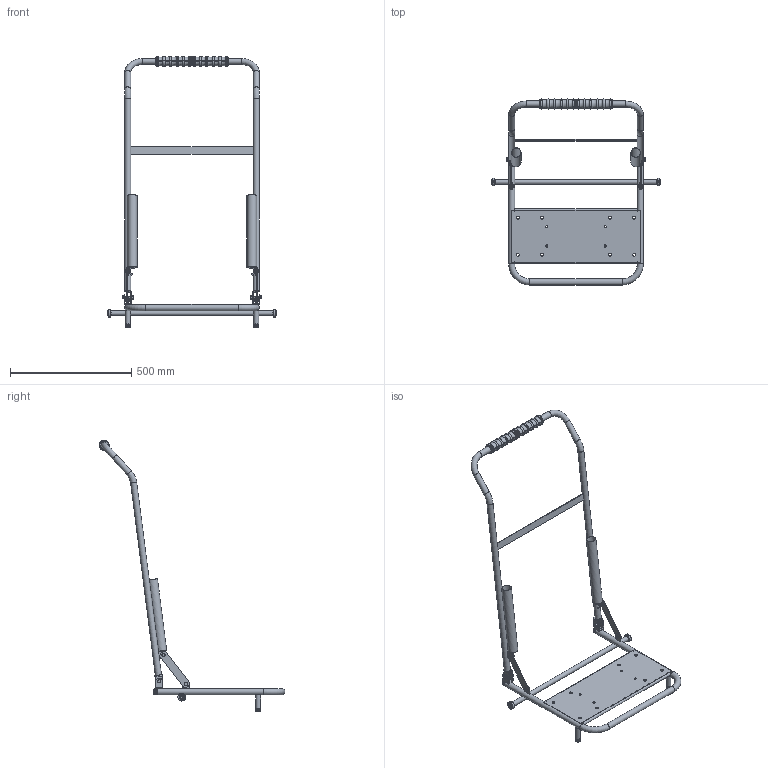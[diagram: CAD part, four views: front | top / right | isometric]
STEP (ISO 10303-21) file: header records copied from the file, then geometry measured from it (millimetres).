
FILE_DESCRIPTION(/* description */ ('Unknown'),/* implementation_level */ '2;1');
FILE_NAME(/* name */ '712000070',/* time_stamp */ '2020-04-29T08:49:17+02:00',/* author */ ('Unknown'),/* organization */ ('Unknown'),/* preprocessor_version */ 'ST-DEVELOPER v16.7',/* originating_system */ 'DEX',/* authorisation */ $);
FILE_SCHEMA (('AUTOMOTIVE_DESIGN {1 0 10303 214 3 1 1}'));
Length unit declared in the file: millimetre
Products named in the file (34): 712000070_Schlauchtrommelwagen___-_00350666; 712000062_Boden_f.Schlauchtwag___-_00350563; 712000061_Boden_f.Schlauchtwag___-_00350559; 712000060_Boden_f.Schlauchtwag___-_00350534; 710400084_U-Bügel_Schlauchtrom___-_00350472; 710400085_Querrohr_f._Boden_Sc___-_00350476; 710400085_Blechboden_Schlauchw___-_00350495; 710700029_Fu達f黵_Schlauchwage___-_00350510; 710700028_Radachse_Schlauchwag___-_00350491; 710400045_Lenkerhalter_Kränzle___-_00331167; 710101489_Halter_30x3x32mm_VA___-_00331198; 710101055_Lamellenstopfen_20mm___-_00329055; 710101065_Lamellenstopfen_25mm___-_00329053; 710101335_Stellring_VA_32x10x2___-_00327053; 710100397_Rad_grau_160_mm_f黵___-_00347122; -_00347123; 710101498_Gewindestift_M8x8_mi___-_00320232; 29475_710400086_Halter_30x3x178mm_1_1_-_00350570; 712000067_Lenker_f.Schlauchtwa___-_00350662; 712000066_Lenker_f.Schlauchtwa___-_00350660; 712000065_Lenker_f.Schlauchtwa___-_00350657; 710700031_Lenker_Schlauchtromm___-_00350650; 710101326_Halter_30x3x95mm_VA___-_00331185; 710400087_Versteifungsrippe_30___-_00350652; 710700030_Lanzenhalter_Schlauc___-_00350613; 710101329_Halter_30x3x40mm_VA___-_00332359; 710101023_Handgriff_Kunststoff___-_00329081; 710101023_Handgriff_Kunststoff___-_00329079; 710101171_Zylinderschraube_M3x___-_00320083; 710101172_Sechskantmutter_M3_D___-_00320245; 710101046_Sechskantschraube_M8___-_00319201; 710101403_Sechskantschr._M8x40___-_00319140; 710101053_Mutter_selbstsichern___-_00286796; 27448_710101401_Flügelmutter_M8_Edel___-_00347922
Assembly tree (82 placements, depth 5):
  712000070_Schlauchtrommelwagen___-_00350666
    712000062_Boden_f.Schlauchtwag___-_00350563
      712000061_Boden_f.Schlauchtwag___-_00350559
        712000060_Boden_f.Schlauchtwag___-_00350534
          710400084_U-Bügel_Schlauchtrom___-_00350472
          710400085_Querrohr_f._Boden_Sc___-_00350476  x2
          710400085_Blechboden_Schlauchw___-_00350495
          710700029_Fu達f黵_Schlauchwage___-_00350510  x2
          710700028_Radachse_Schlauchwag___-_00350491
          710400045_Lenkerhalter_Kränzle___-_00331167  x2
          710101489_Halter_30x3x32mm_VA___-_00331198  x2
      710101055_Lamellenstopfen_20mm___-_00329055  x4
      710101065_Lamellenstopfen_25mm___-_00329053  x2
      710101335_Stellring_VA_32x10x2___-_00327053  x2
      710100397_Rad_grau_160_mm_f黵___-_00347122  x2
        -_00347123
      710101498_Gewindestift_M8x8_mi___-_00320232  x2
    29475_710400086_Halter_30x3x178mm_1_1_-_00350570  x2
    712000067_Lenker_f.Schlauchtwa___-_00350662
      712000066_Lenker_f.Schlauchtwa___-_00350660
        712000065_Lenker_f.Schlauchtwa___-_00350657
          710700031_Lenker_Schlauchtromm___-_00350650
          710101326_Halter_30x3x95mm_VA___-_00331185  x2
          710400087_Versteifungsrippe_30___-_00350652
          710700030_Lanzenhalter_Schlauc___-_00350613  x2
          710101329_Halter_30x3x40mm_VA___-_00332359  x2
          710101489_Halter_30x3x32mm_VA___-_00331198  x2
      710101023_Handgriff_Kunststoff___-_00329081  x2
        710101023_Handgriff_Kunststoff___-_00329079
      710101171_Zylinderschraube_M3x___-_00320083  x12
      710101172_Sechskantmutter_M3_D___-_00320245  x12
    710101046_Sechskantschraube_M8___-_00319201  x4
    710101403_Sechskantschr._M8x40___-_00319140  x2
    710101053_Mutter_selbstsichern___-_00286796  x4
    27448_710101401_Flügelmutter_M8_Edel___-_00347922  x2
Bounding box: 698.8 x 765.32 x 1118.14 mm (x, y, z)
Volume: 1168307.1 mm3; surface area: 1339548.4 mm2
Topology: 73 solids, 73 shells, 1304 faces, 2914 edges, 1853 vertices
Faces by surface type: plane 552, cylinder 318, cone 310, torus 124
Full cylindrical faces by diameter (mm): 2.459 x12, 3 x24, 3.2 x24, 3.5 x2, 5.5 x12, 5.8 x24, 6.647 x8, 8 x14, 9 x24, 10 x2, 10.8 x4, 11.63 x6, 12 x8, 13 x2, 13.2 x12, 13.3 x4, 15.7 x2, 17 x3, 18.1 x2, 18.8 x6, 19.7 x4, 20 x3, 20.5 x2, 21.8 x2, 22 x8, 24.8 x2, 25 x8, 31.9 x2, 38 x2, 40 x2
Entity records: 11131 total; most frequent: CARTESIAN_POINT 2135, DIRECTION 1772, ORIENTED_EDGE 1308, AXIS2_PLACEMENT_3D 772, EDGE_CURVE 654, FACE_BOUND 618, EDGE_LOOP 616, VERTEX_POINT 502
